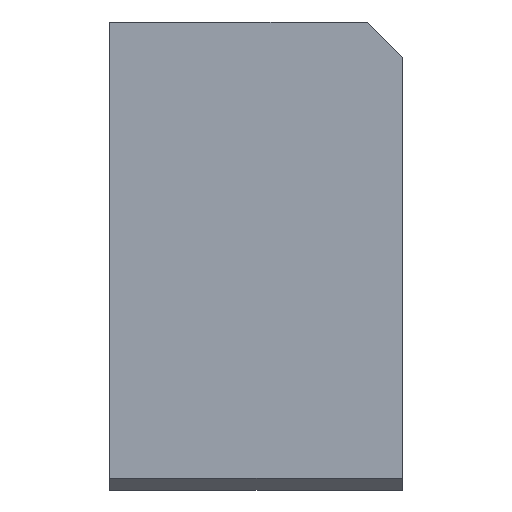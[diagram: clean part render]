
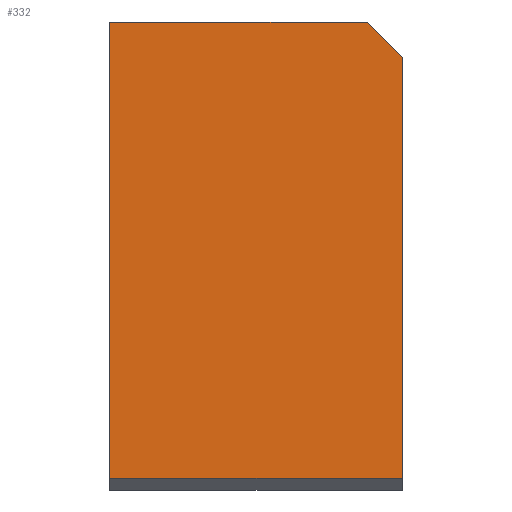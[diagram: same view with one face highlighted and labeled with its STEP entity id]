
A CAD part, left-side view. The second image highlights one B-rep face of the part: STEP entity #332.
In plain terms, the highlighted planar face has unit normal (-1, 0, 0).
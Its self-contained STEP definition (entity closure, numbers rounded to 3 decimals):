
#3 = EDGE_CURVE ( 'NONE', #225, #428, #433, .T. ) ;
#7 = CARTESIAN_POINT ( 'NONE',  ( -62.5, 25., 0. ) ) ;
#15 = VERTEX_POINT ( 'NONE', #123 ) ;
#29 = ORIENTED_EDGE ( 'NONE', *, *, #38, .T. ) ;
#38 = EDGE_CURVE ( 'NONE', #15, #420, #390, .T. ) ;
#48 = CARTESIAN_POINT ( 'NONE',  ( -62.5, 0., -3. ) ) ;
#53 = VERTEX_POINT ( 'NONE', #455 ) ;
#57 = DIRECTION ( 'NONE',  ( 0., 0., -1. ) ) ;
#74 = DIRECTION ( 'NONE',  ( 0., -1., 0. ) ) ;
#77 = CARTESIAN_POINT ( 'NONE',  ( -62.5, 0., -3. ) ) ;
#83 = DIRECTION ( 'NONE',  ( 0., 0., 1. ) ) ;
#104 = CARTESIAN_POINT ( 'NONE',  ( -62.5, 25., 0. ) ) ;
#123 = CARTESIAN_POINT ( 'NONE',  ( -62.5, 0., -39. ) ) ;
#139 = CARTESIAN_POINT ( 'NONE',  ( -62.5, 25., -39. ) ) ;
#141 = DIRECTION ( 'NONE',  ( 0., 1., 0. ) ) ;
#146 = ORIENTED_EDGE ( 'NONE', *, *, #445, .T. ) ;
#154 = CARTESIAN_POINT ( 'NONE',  ( -62.5, 25., 0. ) ) ;
#190 = EDGE_LOOP ( 'NONE', ( #146, #330, #441, #200, #29 ) ) ;
#192 = VECTOR ( 'NONE', #74, 1000. ) ;
#200 = ORIENTED_EDGE ( 'NONE', *, *, #273, .T. ) ;
#211 = VECTOR ( 'NONE', #397, 1000. ) ;
#225 = VERTEX_POINT ( 'NONE', #104 ) ;
#230 = CARTESIAN_POINT ( 'NONE',  ( -62.5, 0., 0. ) ) ;
#273 = EDGE_CURVE ( 'NONE', #428, #15, #418, .T. ) ;
#282 = AXIS2_PLACEMENT_3D ( 'NONE', #399, #349, #83 ) ;
#284 = PLANE ( 'NONE',  #282 ) ;
#287 = LINE ( 'NONE', #7, #304 ) ;
#304 = VECTOR ( 'NONE', #141, 1000. ) ;
#314 = EDGE_CURVE ( 'NONE', #53, #225, #287, .T. ) ;
#319 = CARTESIAN_POINT ( 'NONE',  ( -62.5, 25., -39. ) ) ;
#330 = ORIENTED_EDGE ( 'NONE', *, *, #314, .T. ) ;
#332 = ADVANCED_FACE ( 'NONE', ( #426 ), #284, .T. ) ;
#344 = LINE ( 'NONE', #48, #211 ) ;
#349 = DIRECTION ( 'NONE',  ( -1., 0., 0. ) ) ;
#357 = VECTOR ( 'NONE', #380, 1000. ) ;
#365 = VECTOR ( 'NONE', #57, 1000. ) ;
#380 = DIRECTION ( 'NONE',  ( 0., 0., 1. ) ) ;
#390 = LINE ( 'NONE', #230, #357 ) ;
#397 = DIRECTION ( 'NONE',  ( 0., 0.707, 0.707 ) ) ;
#399 = CARTESIAN_POINT ( 'NONE',  ( -62.5, 25., 0. ) ) ;
#418 = LINE ( 'NONE', #139, #192 ) ;
#420 = VERTEX_POINT ( 'NONE', #77 ) ;
#426 = FACE_OUTER_BOUND ( 'NONE', #190, .T. ) ;
#428 = VERTEX_POINT ( 'NONE', #319 ) ;
#433 = LINE ( 'NONE', #154, #365 ) ;
#441 = ORIENTED_EDGE ( 'NONE', *, *, #3, .T. ) ;
#445 = EDGE_CURVE ( 'NONE', #420, #53, #344, .T. ) ;
#455 = CARTESIAN_POINT ( 'NONE',  ( -62.5, 3., 0. ) ) ;
